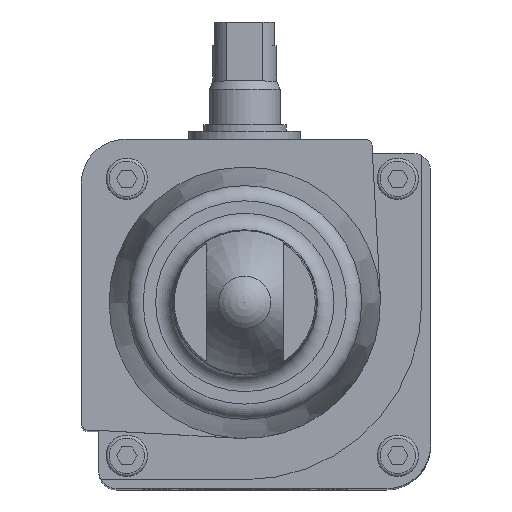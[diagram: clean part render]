
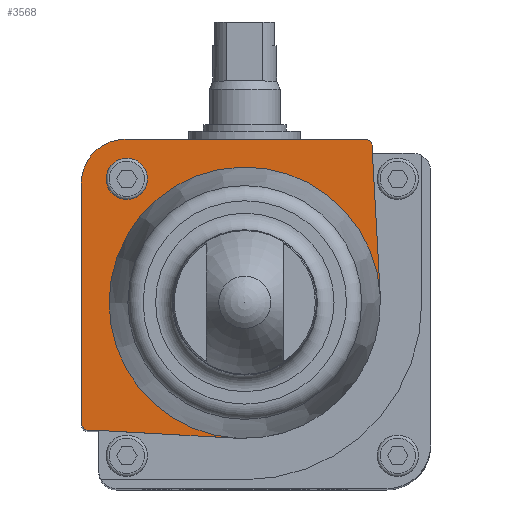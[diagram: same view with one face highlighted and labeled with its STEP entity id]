
A CAD part, top view. The second image highlights one B-rep face of the part: STEP entity #3568.
In plain terms, the highlighted planar face has unit normal (0, 0, 1).
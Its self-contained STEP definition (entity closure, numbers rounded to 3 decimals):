
#109=PLANE('',#3856);
#269=LINE('',#5448,#575);
#270=LINE('',#5453,#576);
#271=LINE('',#5455,#577);
#272=LINE('',#5459,#578);
#273=LINE('',#5463,#579);
#274=LINE('',#5467,#580);
#575=VECTOR('',#4319,1000.);
#576=VECTOR('',#4322,1000.);
#577=VECTOR('',#4323,1000.);
#578=VECTOR('',#4326,1000.);
#579=VECTOR('',#4329,1000.);
#580=VECTOR('',#4332,1000.);
#905=ORIENTED_EDGE('',*,*,#1851,.T.);
#906=ORIENTED_EDGE('',*,*,#1852,.F.);
#907=ORIENTED_EDGE('',*,*,#1853,.T.);
#908=ORIENTED_EDGE('',*,*,#1854,.F.);
#909=ORIENTED_EDGE('',*,*,#1855,.T.);
#910=ORIENTED_EDGE('',*,*,#1856,.T.);
#911=ORIENTED_EDGE('',*,*,#1857,.T.);
#912=ORIENTED_EDGE('',*,*,#1858,.T.);
#913=ORIENTED_EDGE('',*,*,#1859,.T.);
#914=ORIENTED_EDGE('',*,*,#1860,.T.);
#915=ORIENTED_EDGE('',*,*,#1861,.T.);
#1851=EDGE_CURVE('',#2322,#2322,#2658,.T.);
#1852=EDGE_CURVE('',#2323,#2324,#269,.T.);
#1853=EDGE_CURVE('',#2323,#2325,#2659,.T.);
#1854=EDGE_CURVE('',#2326,#2325,#270,.T.);
#1855=EDGE_CURVE('',#2326,#2327,#271,.T.);
#1856=EDGE_CURVE('',#2327,#2328,#2660,.T.);
#1857=EDGE_CURVE('',#2328,#2329,#272,.T.);
#1858=EDGE_CURVE('',#2329,#2330,#2661,.T.);
#1859=EDGE_CURVE('',#2330,#2331,#273,.T.);
#1860=EDGE_CURVE('',#2331,#2332,#2662,.T.);
#1861=EDGE_CURVE('',#2332,#2324,#274,.T.);
#2322=VERTEX_POINT('',#5447);
#2323=VERTEX_POINT('',#5449);
#2324=VERTEX_POINT('',#5450);
#2325=VERTEX_POINT('',#5452);
#2326=VERTEX_POINT('',#5454);
#2327=VERTEX_POINT('',#5456);
#2328=VERTEX_POINT('',#5458);
#2329=VERTEX_POINT('',#5460);
#2330=VERTEX_POINT('',#5462);
#2331=VERTEX_POINT('',#5464);
#2332=VERTEX_POINT('',#5466);
#2658=CIRCLE('',#3857,3.5);
#2659=CIRCLE('',#3858,23.);
#2660=CIRCLE('',#3859,1.184);
#2661=CIRCLE('',#3860,7.4);
#2662=CIRCLE('',#3861,1.184);
#2810=EDGE_LOOP('',(#905));
#2811=EDGE_LOOP('',(#906,#907,#908,#909,#910,#911,#912,#913,#914,#915));
#3158=FACE_BOUND('',#2810,.T.);
#3159=FACE_BOUND('',#2811,.T.);
#3568=ADVANCED_FACE('',(#3158,#3159),#109,.T.);
#3856=AXIS2_PLACEMENT_3D('',#5445,#4315,#4316);
#3857=AXIS2_PLACEMENT_3D('',#5446,#4317,#4318);
#3858=AXIS2_PLACEMENT_3D('',#5451,#4320,#4321);
#3859=AXIS2_PLACEMENT_3D('',#5457,#4324,#4325);
#3860=AXIS2_PLACEMENT_3D('',#5461,#4327,#4328);
#3861=AXIS2_PLACEMENT_3D('',#5465,#4330,#4331);
#4315=DIRECTION('',(0.,0.,1.));
#4316=DIRECTION('',(1.,0.,0.));
#4317=DIRECTION('',(0.,0.,-1.));
#4318=DIRECTION('',(-1.,0.,0.));
#4319=DIRECTION('',(-0.998,0.057,0.));
#4320=DIRECTION('',(0.,0.,-1.));
#4321=DIRECTION('',(-1.,0.,0.));
#4322=DIRECTION('',(0.055,-0.998,0.));
#4323=DIRECTION('',(0.,1.,0.));
#4324=DIRECTION('',(0.,0.,1.));
#4325=DIRECTION('',(1.,0.,0.));
#4326=DIRECTION('',(-1.,0.,0.));
#4327=DIRECTION('',(0.,0.,1.));
#4328=DIRECTION('',(1.,0.,0.));
#4329=DIRECTION('',(0.,-1.,0.));
#4330=DIRECTION('',(0.,0.,1.));
#4331=DIRECTION('',(1.,0.,0.));
#4332=DIRECTION('',(1.,0.,0.));
#5445=CARTESIAN_POINT('',(-26.516,-20.446,67.65));
#5446=CARTESIAN_POINT('',(-20.,21.,67.65));
#5447=CARTESIAN_POINT('',(-23.5,21.,67.65));
#5448=CARTESIAN_POINT('',(-1.306,-22.963,67.65));
#5449=CARTESIAN_POINT('',(-1.306,-22.963,67.65));
#5450=CARTESIAN_POINT('',(-24.74,-21.63,67.65));
#5451=CARTESIAN_POINT('',(0.,0.,67.65));
#5452=CARTESIAN_POINT('',(22.965,1.274,67.65));
#5453=CARTESIAN_POINT('',(21.63,25.33,67.65));
#5454=CARTESIAN_POINT('',(21.63,25.33,67.65));
#5455=CARTESIAN_POINT('',(21.63,25.33,67.65));
#5456=CARTESIAN_POINT('',(21.63,26.516,67.65));
#5457=CARTESIAN_POINT('',(20.446,26.516,67.65));
#5458=CARTESIAN_POINT('',(20.446,27.7,67.65));
#5459=CARTESIAN_POINT('',(20.446,27.7,67.65));
#5460=CARTESIAN_POINT('',(-20.3,27.7,67.65));
#5461=CARTESIAN_POINT('',(-20.3,20.3,67.65));
#5462=CARTESIAN_POINT('',(-27.7,20.3,67.65));
#5463=CARTESIAN_POINT('',(-27.7,20.3,67.65));
#5464=CARTESIAN_POINT('',(-27.7,-20.446,67.65));
#5465=CARTESIAN_POINT('',(-26.516,-20.446,67.65));
#5466=CARTESIAN_POINT('',(-26.516,-21.63,67.65));
#5467=CARTESIAN_POINT('',(-26.516,-21.63,67.65));
